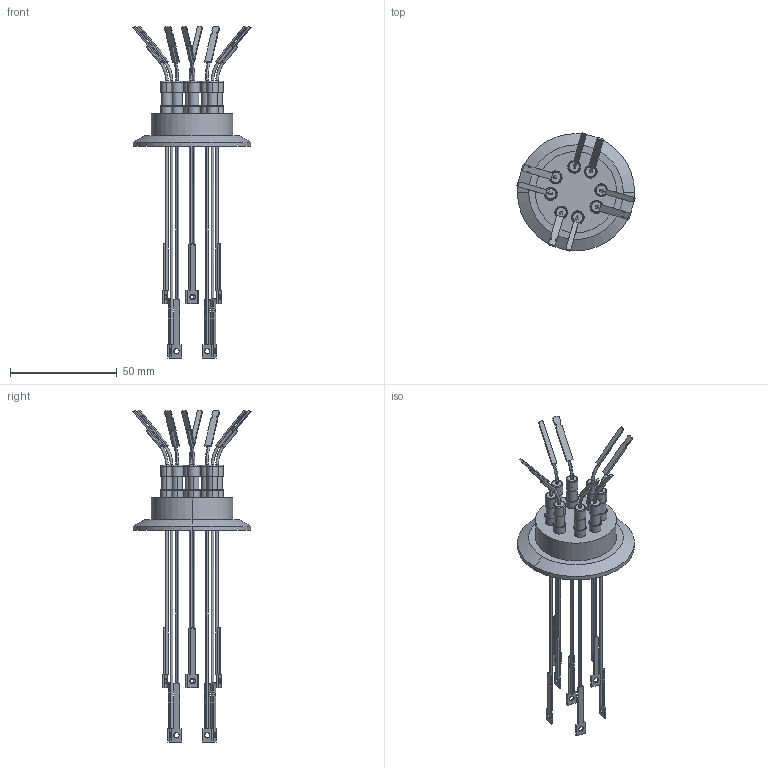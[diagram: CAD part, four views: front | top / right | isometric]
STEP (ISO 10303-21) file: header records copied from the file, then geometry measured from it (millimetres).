
FILE_DESCRIPTION (( 'STEP AP214' ), '1' );
FILE_NAME ('262-TCK-4-K40.STEP', '2016-05-25T10:04:59', ( 'allectra' ), ( 'Microsoft' ), 'SwSTEP 2.0', 'SolidWorks 2014', '' );
FILE_SCHEMA (( 'AUTOMOTIVE_DESIGN' ));
Length unit declared in the file: millimetre
Products named in the file (2): 262-TCK-4-K40
Bounding box: 55.26 x 55.26 x 155.48 mm (x, y, z)
Volume: 13124.8 mm3; surface area: 17612.1 mm2
Topology: 1 solids, 1 shells, 578 faces, 1480 edges, 967 vertices
Faces by surface type: cylinder 244, plane 213, cone 89, torus 32
Entity records: 18139 total; most frequent: CARTESIAN_POINT 3422, DIRECTION 3290, ORIENTED_EDGE 2960, EDGE_CURVE 1480, AXIS2_PLACEMENT_3D 1285, VERTEX_POINT 967, LINE 720, VECTOR 720
